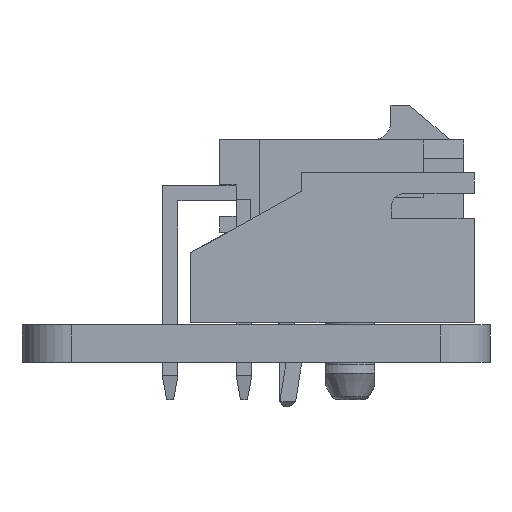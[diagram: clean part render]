
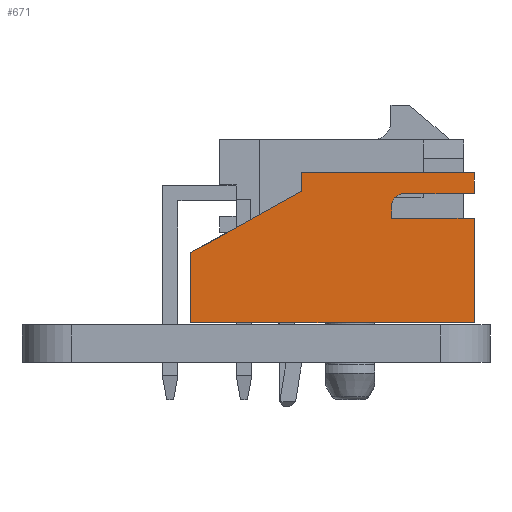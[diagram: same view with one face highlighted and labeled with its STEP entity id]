
A CAD part, left-side view. The second image highlights one B-rep face of the part: STEP entity #671.
In plain terms, the highlighted planar face has unit normal (-1, 0, 0).
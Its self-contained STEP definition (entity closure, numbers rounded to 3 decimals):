
#189 = VERTEX_POINT('',#190);
#190 = CARTESIAN_POINT('',(-2.45,-0.6,6.1));
#196 = EDGE_CURVE('',#189,#197,#199,.T.);
#197 = VERTEX_POINT('',#198);
#198 = CARTESIAN_POINT('',(-2.45,-0.6,5.35));
#199 = LINE('',#200,#201);
#200 = CARTESIAN_POINT('',(-2.45,-0.6,6.1));
#201 = VECTOR('',#202,1.);
#202 = DIRECTION('',(0.,0.,-1.));
#541 = VERTEX_POINT('',#542);
#542 = CARTESIAN_POINT('',(-2.45,-7.6,4.25));
#548 = EDGE_CURVE('',#541,#549,#551,.T.);
#549 = VERTEX_POINT('',#550);
#550 = CARTESIAN_POINT('',(-2.45,-7.6,0.));
#551 = LINE('',#552,#553);
#552 = CARTESIAN_POINT('',(-2.45,-7.6,6.1));
#553 = VECTOR('',#554,1.);
#554 = DIRECTION('',(0.,0.,-1.));
#652 = EDGE_CURVE('',#197,#653,#655,.T.);
#653 = VERTEX_POINT('',#654);
#654 = CARTESIAN_POINT('',(-2.45,3.9,2.85));
#655 = LINE('',#656,#657);
#656 = CARTESIAN_POINT('',(-2.45,-0.6,5.35));
#657 = VECTOR('',#658,1.);
#658 = DIRECTION('',(0.,0.874,-0.486)
  );
#671 = ADVANCED_FACE('',(#672),#738,.T.);
#672 = FACE_BOUND('',#673,.T.);
#673 = EDGE_LOOP('',(#674,#675,#676,#684,#690,#691,#699,#707,#716,#724,
    #732));
#674 = ORIENTED_EDGE('',*,*,#196,.T.);
#675 = ORIENTED_EDGE('',*,*,#652,.T.);
#676 = ORIENTED_EDGE('',*,*,#677,.T.);
#677 = EDGE_CURVE('',#653,#678,#680,.T.);
#678 = VERTEX_POINT('',#679);
#679 = CARTESIAN_POINT('',(-2.45,3.9,0.));
#680 = LINE('',#681,#682);
#681 = CARTESIAN_POINT('',(-2.45,3.9,2.85));
#682 = VECTOR('',#683,1.);
#683 = DIRECTION('',(-0.,0.,-1.));
#684 = ORIENTED_EDGE('',*,*,#685,.T.);
#685 = EDGE_CURVE('',#678,#549,#686,.T.);
#686 = LINE('',#687,#688);
#687 = CARTESIAN_POINT('',(-2.45,3.9,0.));
#688 = VECTOR('',#689,1.);
#689 = DIRECTION('',(0.,-1.,0.));
#690 = ORIENTED_EDGE('',*,*,#548,.F.);
#691 = ORIENTED_EDGE('',*,*,#692,.F.);
#692 = EDGE_CURVE('',#693,#541,#695,.T.);
#693 = VERTEX_POINT('',#694);
#694 = CARTESIAN_POINT('',(-2.45,-4.25,4.25));
#695 = LINE('',#696,#697);
#696 = CARTESIAN_POINT('',(-2.45,-2.425,4.25));
#697 = VECTOR('',#698,1.);
#698 = DIRECTION('',(0.,-1.,0.));
#699 = ORIENTED_EDGE('',*,*,#700,.F.);
#700 = EDGE_CURVE('',#701,#693,#703,.T.);
#701 = VERTEX_POINT('',#702);
#702 = CARTESIAN_POINT('',(-2.45,-4.25,4.75));
#703 = LINE('',#704,#705);
#704 = CARTESIAN_POINT('',(-2.45,-4.25,5.425));
#705 = VECTOR('',#706,1.);
#706 = DIRECTION('',(0.,0.,-1.));
#707 = ORIENTED_EDGE('',*,*,#708,.T.);
#708 = EDGE_CURVE('',#701,#709,#711,.T.);
#709 = VERTEX_POINT('',#710);
#710 = CARTESIAN_POINT('',(-2.45,-4.75,5.25));
#711 = CIRCLE('',#712,0.5);
#712 = AXIS2_PLACEMENT_3D('',#713,#714,#715);
#713 = CARTESIAN_POINT('',(-2.45,-4.75,4.75));
#714 = DIRECTION('',(1.,0.,0.));
#715 = DIRECTION('',(0.,0.,1.));
#716 = ORIENTED_EDGE('',*,*,#717,.F.);
#717 = EDGE_CURVE('',#718,#709,#720,.T.);
#718 = VERTEX_POINT('',#719);
#719 = CARTESIAN_POINT('',(-2.45,-7.6,5.25));
#720 = LINE('',#721,#722);
#721 = CARTESIAN_POINT('',(-2.45,-4.1,5.25));
#722 = VECTOR('',#723,1.);
#723 = DIRECTION('',(0.,1.,0.));
#724 = ORIENTED_EDGE('',*,*,#725,.F.);
#725 = EDGE_CURVE('',#726,#718,#728,.T.);
#726 = VERTEX_POINT('',#727);
#727 = CARTESIAN_POINT('',(-2.45,-7.6,6.1));
#728 = LINE('',#729,#730);
#729 = CARTESIAN_POINT('',(-2.45,-7.6,6.1));
#730 = VECTOR('',#731,1.);
#731 = DIRECTION('',(0.,0.,-1.));
#732 = ORIENTED_EDGE('',*,*,#733,.F.);
#733 = EDGE_CURVE('',#189,#726,#734,.T.);
#734 = LINE('',#735,#736);
#735 = CARTESIAN_POINT('',(-2.45,-0.6,6.1));
#736 = VECTOR('',#737,1.);
#737 = DIRECTION('',(0.,-1.,0.));
#738 = PLANE('',#739);
#739 = AXIS2_PLACEMENT_3D('',#740,#741,#742);
#740 = CARTESIAN_POINT('',(-2.45,-2.827,3.048));
#741 = DIRECTION('',(-1.,0.,0.));
#742 = DIRECTION('',(0.,0.,1.));
